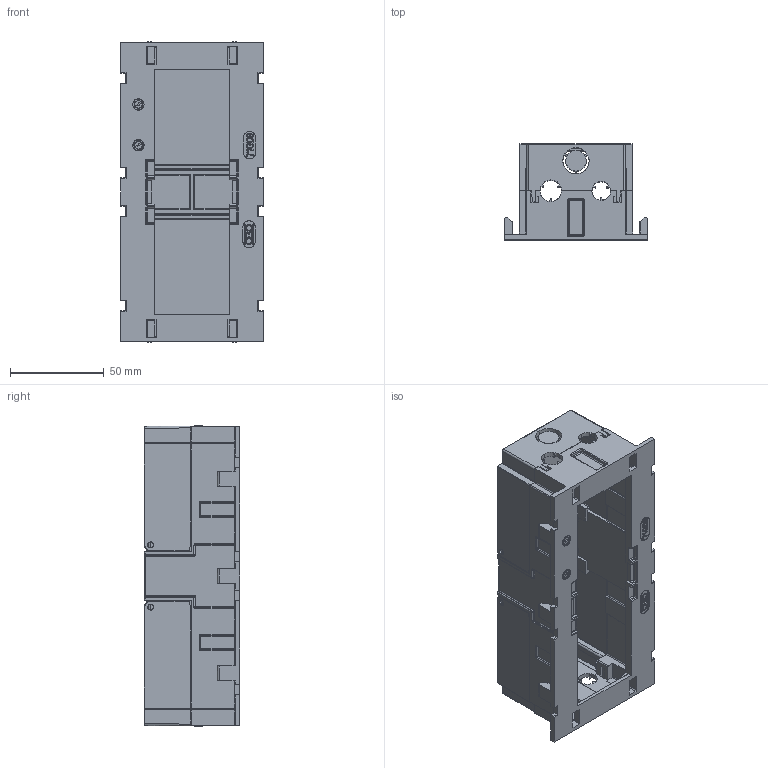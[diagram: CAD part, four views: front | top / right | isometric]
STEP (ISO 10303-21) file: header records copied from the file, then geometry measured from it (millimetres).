
FILE_DESCRIPTION(/* description */ (''),/* implementation_level */ '2;1');
FILE_NAME(/* name */ '6288579',/* time_stamp */ '2015-07-03T16:31:18+02:00',/* author */ (''),/* organization */ (''),/* preprocessor_version */ 'ST-DEVELOPER v15',/* originating_system */ '',/* authorisation */ '');
FILE_SCHEMA (('CONFIG_CONTROL_DESIGN'));
Length unit declared in the file: millimetre
Products named in the file (1): Document
Bounding box: 76.2 x 51.1 x 160.25 mm (x, y, z)
Volume: 54804.5 mm3; surface area: 82290.1 mm2
Topology: 1 solids, 3 shells, 1762 faces, 4595 edges, 2738 vertices
Faces by surface type: bspline 939, plane 823
Entity records: 77343 total; most frequent: CARTESIAN_POINT 49687, ORIENTED_EDGE 8910, EDGE_CURVE 4492, B_SPLINE_CURVE_WITH_KNOTS 3300, VERTEX_POINT 2739, EDGE_LOOP 1849, ADVANCED_FACE 1761, FACE_OUTER_BOUND 1761
